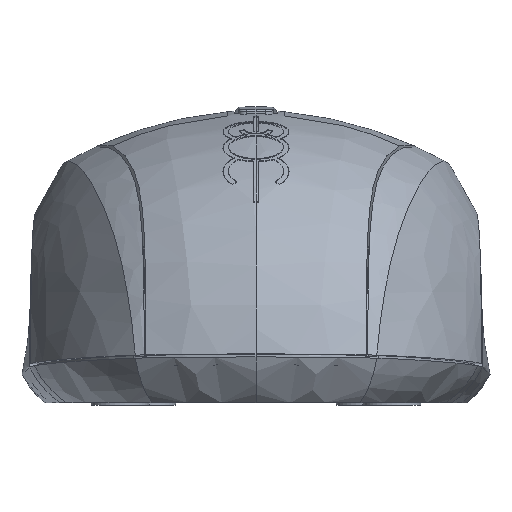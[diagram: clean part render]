
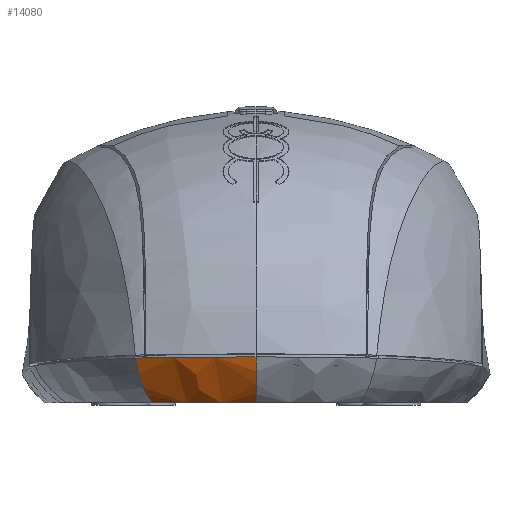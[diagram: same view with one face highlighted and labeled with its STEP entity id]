
A CAD part, front view. The second image highlights one B-rep face of the part: STEP entity #14080.
In plain terms, the highlighted free-form (B-spline) face has degree [3, 3] with [4, 5] control points.
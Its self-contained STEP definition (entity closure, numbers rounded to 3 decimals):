
#3481=CARTESIAN_POINT('',(0.,-59.556,
5.999));
#3483=CARTESIAN_POINT('',(0.,-59.556,
5.999));
#3484=CARTESIAN_POINT('',(-2.75,-59.556,
5.999));
#3485=CARTESIAN_POINT('',(-8.254,-58.915,
5.971));
#3486=CARTESIAN_POINT('',(-13.498,-57.141,
5.894));
#3487=CARTESIAN_POINT('',(-16.,-56.,
5.844));
#3604=CARTESIAN_POINT('',(-16.,-56.,
5.844));
#3605=CARTESIAN_POINT('',(-15.631,-55.282,
3.494));
#3606=CARTESIAN_POINT('',(-14.833,-54.049,
1.389));
#3607=CARTESIAN_POINT('',(-13.765,-52.482,
-0.1));
#3618=CARTESIAN_POINT('',(0.,-59.556,
5.999));
#3619=CARTESIAN_POINT('',(0.,-58.859,
3.603));
#3620=CARTESIAN_POINT('',(0.,-57.395,
1.437));
#3621=CARTESIAN_POINT('',(0.,-55.43,
-0.1));
#3642=CARTESIAN_POINT('',(-13.765,-52.482,
-0.1));
#3643=CARTESIAN_POINT('',(-12.242,-53.148,
-0.1));
#3644=CARTESIAN_POINT('',(-9.185,-54.24,
-0.1));
#3645=CARTESIAN_POINT('',(-4.492,-55.227,
-0.1));
#3646=CARTESIAN_POINT('',(-1.487,-55.431,
-0.1));
#3647=CARTESIAN_POINT('',(0.,-55.43,
-0.1));
#7753=VERTEX_POINT('',#3481);
#7754=VERTEX_POINT('',#3487);
#7783=VERTEX_POINT('',#3607);
#7784=VERTEX_POINT('',#3621);
#14051=CARTESIAN_POINT('',(0.171,-59.578,
6.079));
#14052=CARTESIAN_POINT('',(-2.638,-59.593,
6.079));
#14053=CARTESIAN_POINT('',(-8.263,-58.953,
6.051));
#14054=CARTESIAN_POINT('',(-13.617,-57.128,
5.971));
#14055=CARTESIAN_POINT('',(-16.168,-55.952,
5.919));
#14056=CARTESIAN_POINT('',(0.168,-58.886,
3.624));
#14057=CARTESIAN_POINT('',(-2.597,-58.858,
3.619));
#14058=CARTESIAN_POINT('',(-8.102,-58.175,
3.595));
#14059=CARTESIAN_POINT('',(-13.319,-56.377,
3.544));
#14060=CARTESIAN_POINT('',(-15.797,-55.232,
3.512));
#14061=CARTESIAN_POINT('',(0.159,-57.384,
1.403));
#14062=CARTESIAN_POINT('',(-2.453,-57.362,
1.399));
#14063=CARTESIAN_POINT('',(-7.653,-56.73,
1.387));
#14064=CARTESIAN_POINT('',(-12.615,-55.046,
1.369));
#14065=CARTESIAN_POINT('',(-14.971,-53.973,
1.358));
#14066=CARTESIAN_POINT('',(0.146,-55.36,
-0.154));
#14067=CARTESIAN_POINT('',(-2.246,-55.374,
-0.153));
#14068=CARTESIAN_POINT('',(-7.03,-54.856,
-0.152));
#14069=CARTESIAN_POINT('',(-11.659,-53.344,
-0.15));
#14070=CARTESIAN_POINT('',(-13.865,-52.371,
-0.149));
#14071=B_SPLINE_SURFACE_WITH_KNOTS('',3,3,((#14051,#14052,#14053,#14054,#14055),
(#14056,#14057,#14058,#14059,#14060),(#14061,#14062,#14063,#14064,#14065),(
#14066,#14067,#14068,#14069,#14070)),.UNSPECIFIED.,.F.,.F.,.F.,(4,4),(4,1,4),(
0.,1.),(0.,0.5,
1.),.UNSPECIFIED.);
#14073=ORIENTED_EDGE('',*,*,#14072,.T.);
#14075=ORIENTED_EDGE('',*,*,#14074,.F.);
#14076=ORIENTED_EDGE('',*,*,#14042,.F.);
#14077=ORIENTED_EDGE('',*,*,#13718,.F.);
#14078=EDGE_LOOP('',(#14073,#14075,#14076,#14077));
#14079=FACE_OUTER_BOUND('',#14078,.F.);
#14080=ADVANCED_FACE('',(#14079),#14071,.F.);
#3488=B_SPLINE_CURVE_WITH_KNOTS('',3,(#3483,#3484,#3485,#3486,#3487),
.UNSPECIFIED.,.F.,.F.,(4,1,4),(0.,0.5,1.),.UNSPECIFIED.);
#3608=B_SPLINE_CURVE_WITH_KNOTS('',3,(#3604,#3605,#3606,#3607),.UNSPECIFIED.,
.F.,.F.,(4,4),(0.,1.),.UNSPECIFIED.);
#3622=B_SPLINE_CURVE_WITH_KNOTS('',3,(#3618,#3619,#3620,#3621),.UNSPECIFIED.,
.F.,.F.,(4,4),(0.,1.),.UNSPECIFIED.);
#3648=B_SPLINE_CURVE_WITH_KNOTS('',3,(#3642,#3643,#3644,#3645,#3646,#3647),
.UNSPECIFIED.,.F.,.F.,(4,1,1,4),(0.,0.333,0.667,1.),
.UNSPECIFIED.);
#13718=EDGE_CURVE('',#7753,#7754,#3488,.T.);
#14042=EDGE_CURVE('',#7754,#7783,#3608,.T.);
#14072=EDGE_CURVE('',#7753,#7784,#3622,.T.);
#14074=EDGE_CURVE('',#7783,#7784,#3648,.T.);
